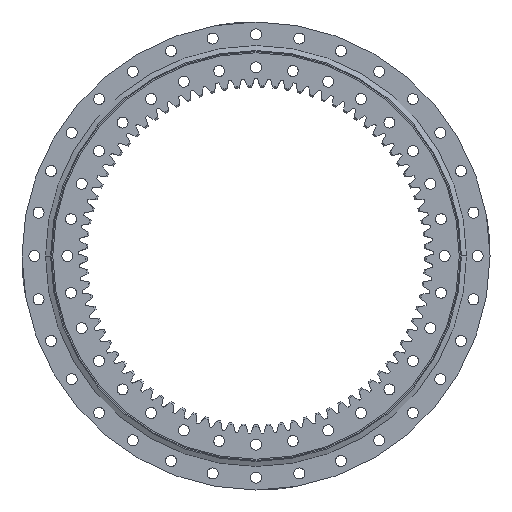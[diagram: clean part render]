
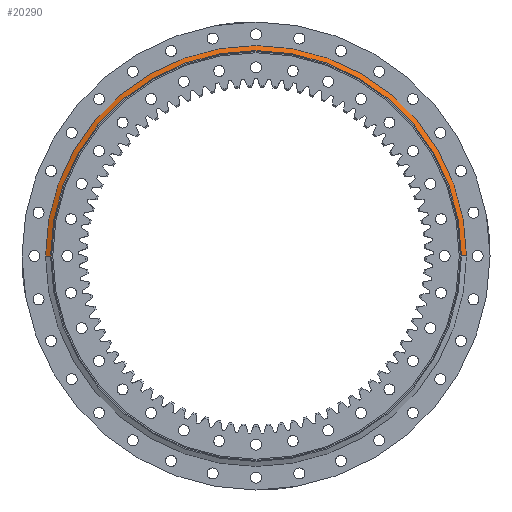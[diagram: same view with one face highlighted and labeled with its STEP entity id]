
A CAD part, front view. The second image highlights one B-rep face of the part: STEP entity #20290.
In plain terms, the highlighted conical face has half-angle 63.206 degrees and reference radius 410.413 mm.
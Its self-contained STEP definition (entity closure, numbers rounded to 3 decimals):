
#5 = CARTESIAN_POINT ( 'NONE',  ( 420.413, -28., 0. ) ) ;
#307 = CARTESIAN_POINT ( 'NONE',  ( 410.413, -33.05, 0. ) ) ;
#1305 = VERTEX_POINT ( 'NONE', #5 ) ;
#2975 = DIRECTION ( 'NONE',  ( -1., 0., 0. ) ) ;
#3045 = DIRECTION ( 'NONE',  ( 0., 1., 0. ) ) ;
#3067 = CARTESIAN_POINT ( 'NONE',  ( 0., -28., 0. ) ) ;
#4459 = CARTESIAN_POINT ( 'NONE',  ( -410.413, -33.05, 0. ) ) ;
#4583 = AXIS2_PLACEMENT_3D ( 'NONE', #7502, #8132, #8209 ) ;
#6388 = EDGE_LOOP ( 'NONE', ( #17349, #17487, #17528, #17638 ) ) ;
#7502 = CARTESIAN_POINT ( 'NONE',  ( 0., -33.05, 0. ) ) ;
#8132 = DIRECTION ( 'NONE',  ( 0., 1., 0. ) ) ;
#8209 = DIRECTION ( 'NONE',  ( -1., 0., 0. ) ) ;
#8638 = AXIS2_PLACEMENT_3D ( 'NONE', #3067, #3045, #2975 ) ;
#10680 = CONICAL_SURFACE ( 'NONE', #24219, 410.413, 1.103 ) ;
#10974 = FACE_OUTER_BOUND ( 'NONE', #6388, .T. ) ;
#12673 = CARTESIAN_POINT ( 'NONE',  ( -420.413, -28., 0. ) ) ;
#12723 = VERTEX_POINT ( 'NONE', #12673 ) ;
#12821 = EDGE_CURVE ( 'NONE', #23224, #23508, #21096, .T. ) ;
#13290 = EDGE_CURVE ( 'NONE', #23508, #1305, #14362, .T. ) ;
#14309 = VECTOR ( 'NONE', #21462, 1000. ) ;
#14362 = LINE ( 'NONE', #21524, #14309 ) ;
#14467 = EDGE_CURVE ( 'NONE', #12723, #1305, #22163, .T. ) ;
#14770 = EDGE_CURVE ( 'NONE', #23224, #12723, #20126, .T. ) ;
#17349 = ORIENTED_EDGE ( 'NONE', *, *, #12821, .T. ) ;
#17487 = ORIENTED_EDGE ( 'NONE', *, *, #13290, .T. ) ;
#17528 = ORIENTED_EDGE ( 'NONE', *, *, #14467, .F. ) ;
#17638 = ORIENTED_EDGE ( 'NONE', *, *, #14770, .F. ) ;
#18385 = CARTESIAN_POINT ( 'NONE',  ( 0., -33.05, 0. ) ) ;
#18570 = DIRECTION ( 'NONE',  ( 0., 1., 0. ) ) ;
#18777 = DIRECTION ( 'NONE',  ( -1., 0., 0. ) ) ;
#19869 = VECTOR ( 'NONE', #24677, 1000. ) ;
#20126 = LINE ( 'NONE', #24598, #19869 ) ;
#20290 = ADVANCED_FACE ( 'NONE', ( #10974 ), #10680, .T. ) ;
#21096 = CIRCLE ( 'NONE', #4583, 410.413 ) ;
#21462 = DIRECTION ( 'NONE',  ( 0.893, 0.451, 0. ) ) ;
#21524 = CARTESIAN_POINT ( 'NONE',  ( 410.413, -33.05, 0. ) ) ;
#22163 = CIRCLE ( 'NONE', #8638, 420.413 ) ;
#23224 = VERTEX_POINT ( 'NONE', #4459 ) ;
#23508 = VERTEX_POINT ( 'NONE', #307 ) ;
#24219 = AXIS2_PLACEMENT_3D ( 'NONE', #18385, #18570, #18777 ) ;
#24598 = CARTESIAN_POINT ( 'NONE',  ( -410.413, -33.05, 0. ) ) ;
#24677 = DIRECTION ( 'NONE',  ( -0.893, 0.451, 0. ) ) ;
